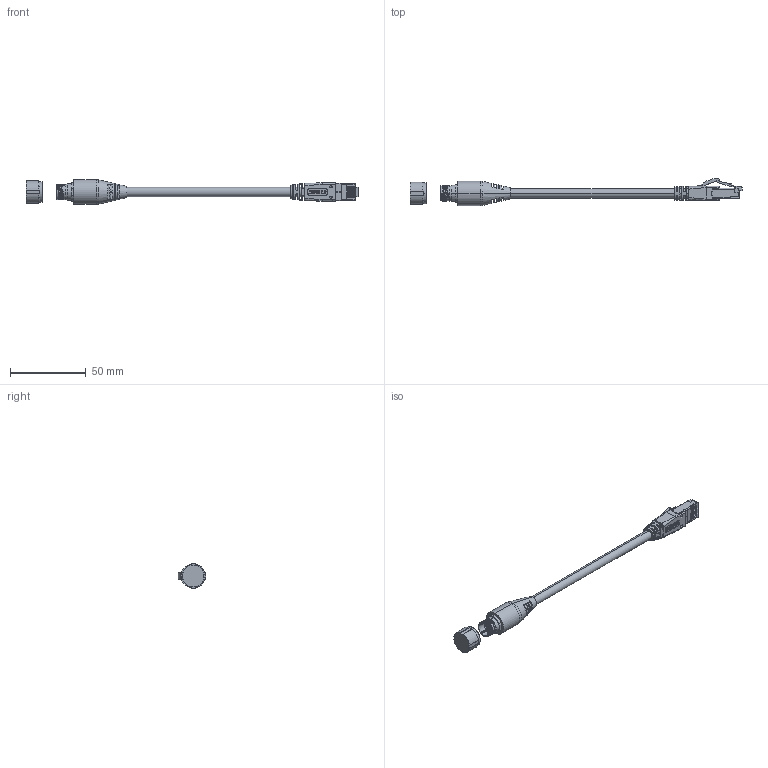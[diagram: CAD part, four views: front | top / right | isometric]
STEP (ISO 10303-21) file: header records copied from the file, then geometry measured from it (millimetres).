
FILE_DESCRIPTION (( 'STEP AP214' ), '1' );
FILE_NAME ('TRG677-MFC_3D.STEP', '2020-08-10T17:55:06', ( '' ), ( '' ), 'SwSTEP 2.0', 'SolidWorks 2018', '' );
FILE_SCHEMA (( 'AUTOMOTIVE_DESIGN' ));
Length unit declared in the file: inch
Products named in the file (15): 1AL04-033; 510-80000-_510-80000-07; TAA00015-F--EndCap; TRG677-MFC_Cable W-RJ45; 1AD03-032_crimped; TDS8PC5-MA3; TRG677-MFC_Overmold; 93M-80001-_93M-80001-07; 1AD03-032-MA1; 1AD03-032-MA2_crimped strain relief; 1AD03-013-MA2; TRG677-MFC_3D; TRG677-MFC_jack; 1AD03-013-MA1; 1AD03-032-MA3
Assembly tree (21 placements, depth 4):
  TRG677-MFC_3D
    TRG677-MFC_Cable W-RJ45
      1AL04-033
      1AD03-032_crimped
        1AD03-032-MA3
        1AD03-013-MA2
        1AD03-013-MA1
        1AD03-032-MA2_crimped strain relief
        TDS8PC5-MA3  x8
        1AD03-032-MA1
    TRG677-MFC_jack
    TRG677-MFC_Overmold
    TAA00015-F--EndCap
      93M-80001-_93M-80001-07
      510-80000-_510-80000-07
Bounding box: 218.48 x 17.93 x 16.14 mm (x, y, z)
Volume: 11599.3 mm3; surface area: 13217 mm2
Topology: 15 solids, 18 shells, 977 faces, 2738 edges, 1766 vertices
Faces by surface type: plane 636, cylinder 238, bspline 64, sphere 18, cone 17, torus 4
Entity records: 32265 total; most frequent: CARTESIAN_POINT 11004, ORIENTED_EDGE 4596, DIRECTION 3924, EDGE_CURVE 2298, VECTOR 1528, LINE 1528, VERTEX_POINT 1484, AXIS2_PLACEMENT_3D 1198
